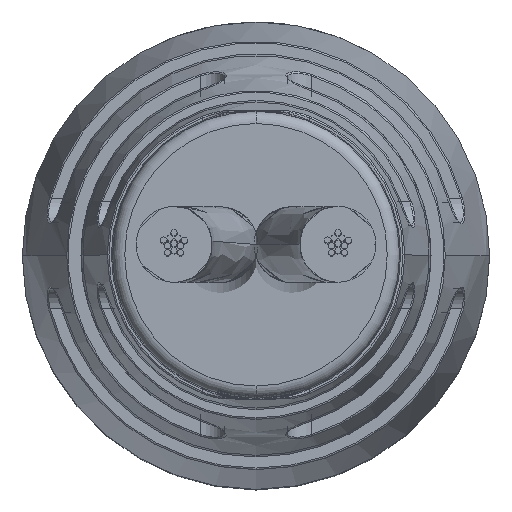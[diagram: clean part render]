
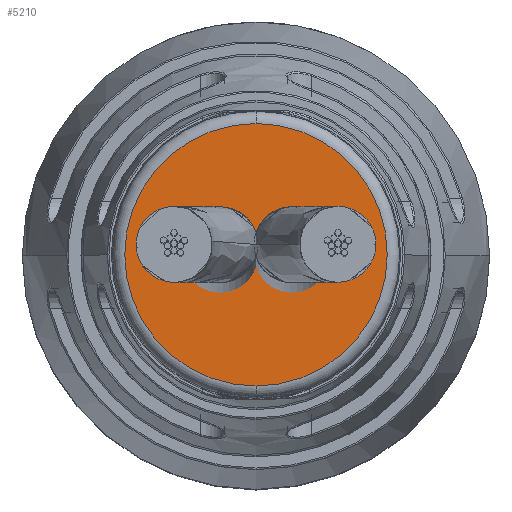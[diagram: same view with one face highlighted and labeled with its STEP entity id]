
A CAD part, top view. The second image highlights one B-rep face of the part: STEP entity #5210.
In plain terms, the highlighted face is planar.
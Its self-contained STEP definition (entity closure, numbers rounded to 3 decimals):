
#1655 = DIRECTION ( 'NONE',  ( 0., 0., -1. ) ) ;
#1683 = DIRECTION ( 'NONE',  ( 1., 0., 0. ) ) ;
#1746 = PLANE ( 'NONE',  #2105 ) ;
#1835 = CARTESIAN_POINT ( 'NONE',  ( -30., 3.5, 0. ) ) ;
#2105 = AXIS2_PLACEMENT_3D ( 'NONE', #1835, #1683, #1655 ) ;
#4138 = DIRECTION ( 'NONE',  ( 0., 0., -1. ) ) ;
#4169 = DIRECTION ( 'NONE',  ( -1., 0., 0. ) ) ;
#4173 = CARTESIAN_POINT ( 'NONE',  ( -30., 0., 0. ) ) ;
#4677 = EDGE_CURVE ( 'NONE', #6524, #6017, #8171, .T. ) ;
#5210 = ADVANCED_FACE ( 'NONE', ( #25950 ), #1746, .F. ) ;
#6017 = VERTEX_POINT ( 'NONE', #22065 ) ;
#6524 = VERTEX_POINT ( 'NONE', #22856 ) ;
#7395 = DIRECTION ( 'NONE',  ( 0., 0., -1. ) ) ;
#7450 = DIRECTION ( 'NONE',  ( -1., 0., 0. ) ) ;
#7485 = CARTESIAN_POINT ( 'NONE',  ( -30., 0., 0. ) ) ;
#8171 = CIRCLE ( 'NONE', #10029, 3.202 ) ;
#10029 = AXIS2_PLACEMENT_3D ( 'NONE', #7485, #7450, #7395 ) ;
#14133 = CIRCLE ( 'NONE', #23986, 3.202 ) ;
#15906 = ORIENTED_EDGE ( 'NONE', *, *, #18722, .T. ) ;
#18002 = EDGE_LOOP ( 'NONE', ( #15906, #25750 ) ) ;
#18722 = EDGE_CURVE ( 'NONE', #6017, #6524, #14133, .T. ) ;
#22065 = CARTESIAN_POINT ( 'NONE',  ( -30., 0., 3.202 ) ) ;
#22856 = CARTESIAN_POINT ( 'NONE',  ( -30., 0., -3.202 ) ) ;
#23986 = AXIS2_PLACEMENT_3D ( 'NONE', #4173, #4169, #4138 ) ;
#25750 = ORIENTED_EDGE ( 'NONE', *, *, #4677, .T. ) ;
#25950 = FACE_OUTER_BOUND ( 'NONE', #18002, .T. ) ;
